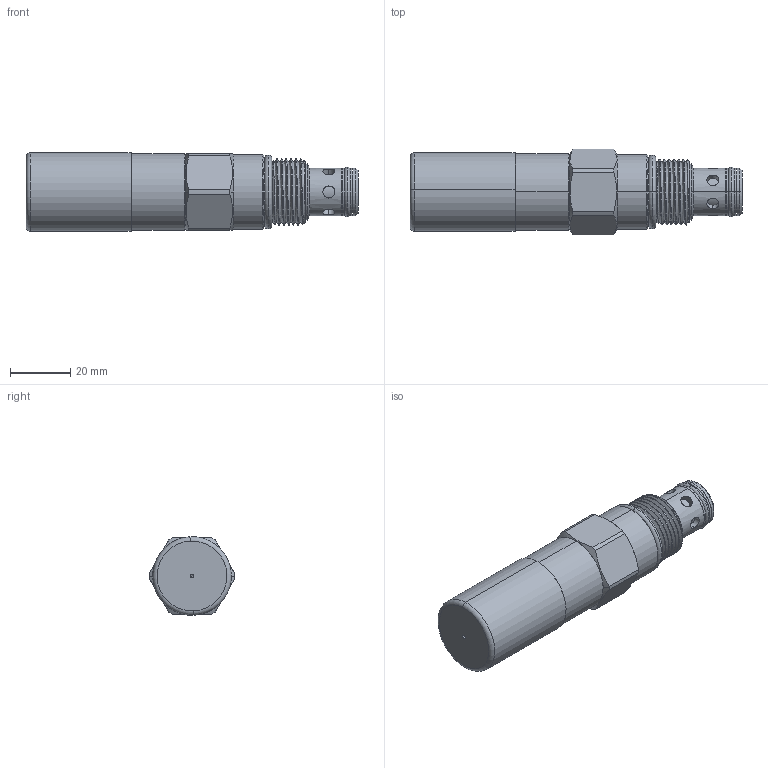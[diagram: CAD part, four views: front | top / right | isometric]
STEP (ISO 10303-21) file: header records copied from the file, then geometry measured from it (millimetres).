
FILE_DESCRIPTION (( 'STEP AP203' ), '1' );
FILE_NAME ('RD10W20-C.STEP', '2020-03-23T08:03:16', ( '' ), ( '' ), 'SwSTEP 2.0', 'SolidWorks 2018', '' );
FILE_SCHEMA (( 'CONFIG_CONTROL_DESIGN' ));
Length unit declared in the file: millimetre
Products named in the file (1): RD10W20-C
Bounding box: 110.65 x 28.57 x 26.16 mm (x, y, z)
Volume: 39804.3 mm3; surface area: 16988.3 mm2
Topology: 7 solids, 7 shells, 249 faces, 594 edges, 373 vertices
Faces by surface type: cylinder 119, plane 53, cone 40, torus 32, bspline 5
Entity records: 13345 total; most frequent: CARTESIAN_POINT 7735, ORIENTED_EDGE 1184, DIRECTION 1149, EDGE_CURVE 592, AXIS2_PLACEMENT_3D 479, VERTEX_POINT 373, EDGE_LOOP 275, ADVANCED_FACE 249
